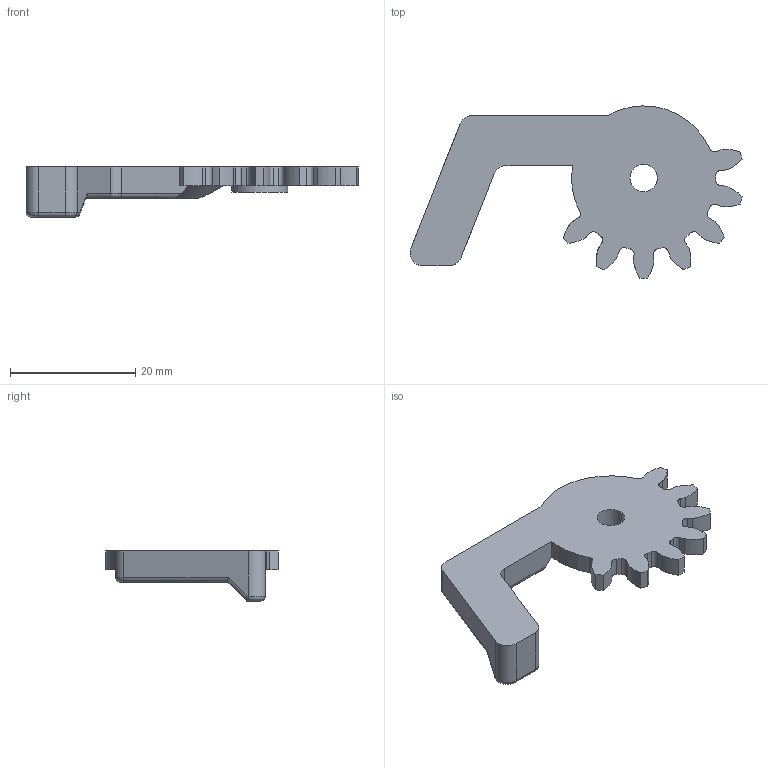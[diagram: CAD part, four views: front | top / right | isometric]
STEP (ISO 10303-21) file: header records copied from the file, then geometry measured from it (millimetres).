
FILE_DESCRIPTION(/* description */ (''),/* implementation_level */ '2;1');
FILE_NAME(/* name */ 'part17.step',/* time_stamp */ '2018-01-15T18:48:46+09:00',/* author */ (''),/* organization */ (''),/* preprocessor_version */ 'ST-DEVELOPER v16.13',/* originating_system */ 'Autodesk Translation Framework v6.5.0.72',/* authorisation */ '');
FILE_SCHEMA (('AUTOMOTIVE_DESIGN { 1 0 10303 214 3 1 1 }'));
Length unit declared in the file: millimetre
Products named in the file (1): Spur Gear (14 teeth)
Bounding box: 53.11 x 27.55 x 8 mm (x, y, z)
Volume: 3116.1 mm3; surface area: 2462.6 mm2
Topology: 1 solids, 1 shells, 88 faces, 246 edges, 161 vertices
Faces by surface type: cylinder 44, plane 25, bspline 14, torus 4, cone 1
Full cylindrical faces by diameter (mm): 4.4 x1, 9 x1
Entity records: 6923 total; most frequent: CARTESIAN_POINT 4681, ORIENTED_EDGE 492, DIRECTION 457, EDGE_CURVE 246, AXIS2_PLACEMENT_3D 168, VERTEX_POINT 161, LINE 121, VECTOR 121
